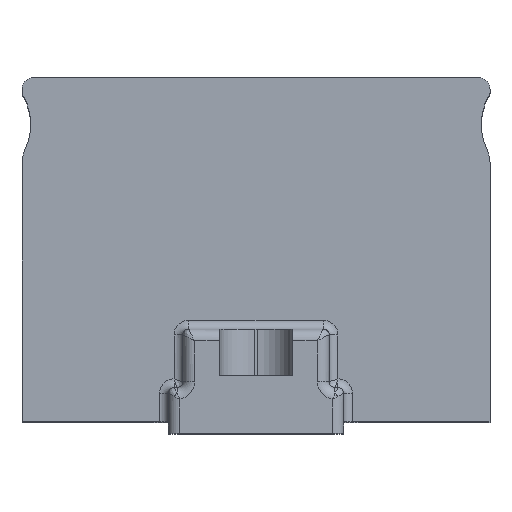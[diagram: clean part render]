
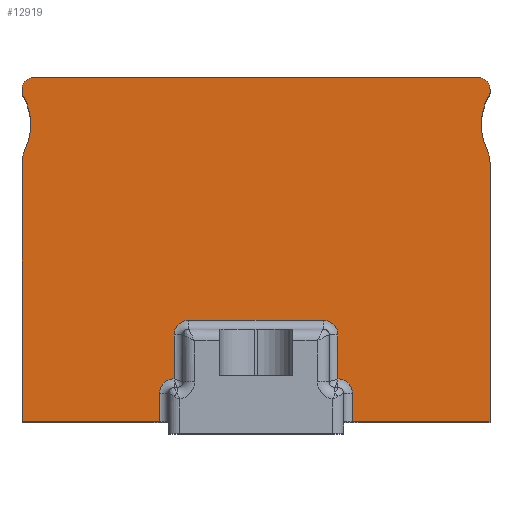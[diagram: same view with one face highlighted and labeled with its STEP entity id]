
A CAD part, top view. The second image highlights one B-rep face of the part: STEP entity #12919.
In plain terms, the highlighted planar face has unit normal (0, 0, 1).
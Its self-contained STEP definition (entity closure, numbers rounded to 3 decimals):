
#2711=CARTESIAN_POINT('',(-48.5,52.8,96.));
#2712=DIRECTION('',(0.,0.,-1.));
#2713=DIRECTION('',(0.857,0.515,0.));
#2714=AXIS2_PLACEMENT_3D('',#2711,#2712,#2713);
#2716=CARTESIAN_POINT('',(-39.5,58.208,96.));
#2717=DIRECTION('',(0.,0.,-1.));
#2718=DIRECTION('',(-0.857,-0.515,0.));
#2719=AXIS2_PLACEMENT_3D('',#2716,#2717,#2718);
#2721=DIRECTION('',(0.,1.,0.));
#2722=VECTOR('',#2721,0.592);
#2723=CARTESIAN_POINT('',(-40.,58.208,96.));
#2724=LINE('',#2723,#2722);
#2725=CARTESIAN_POINT('',(-38.,58.8,96.));
#2726=DIRECTION('',(0.,0.,-1.));
#2727=DIRECTION('',(-1.,0.,0.));
#2728=AXIS2_PLACEMENT_3D('',#2725,#2726,#2727);
#2730=DIRECTION('',(1.,0.,0.));
#2731=VECTOR('',#2730,76.);
#2732=CARTESIAN_POINT('',(-38.,60.8,96.));
#2733=LINE('',#2732,#2731);
#2734=CARTESIAN_POINT('',(38.,58.8,96.));
#2735=DIRECTION('',(0.,0.,-1.));
#2736=DIRECTION('',(0.,1.,0.));
#2737=AXIS2_PLACEMENT_3D('',#2734,#2735,#2736);
#2739=DIRECTION('',(0.,-1.,0.));
#2740=VECTOR('',#2739,0.592);
#2741=CARTESIAN_POINT('',(40.,58.8,96.));
#2742=LINE('',#2741,#2740);
#2743=CARTESIAN_POINT('',(39.5,58.208,96.));
#2744=DIRECTION('',(0.,0.,1.));
#2745=DIRECTION('',(0.857,-0.515,0.));
#2746=AXIS2_PLACEMENT_3D('',#2743,#2744,#2745);
#2748=CARTESIAN_POINT('',(48.5,52.8,96.));
#2749=DIRECTION('',(0.,0.,1.));
#2750=DIRECTION('',(-0.857,0.515,0.));
#2751=AXIS2_PLACEMENT_3D('',#2748,#2749,#2750);
#2753=CARTESIAN_POINT('',(35.,46.262,96.));
#2754=DIRECTION('',(0.,0.,1.));
#2755=DIRECTION('',(1.,0.,0.));
#2756=AXIS2_PLACEMENT_3D('',#2753,#2754,#2755);
#2758=DIRECTION('',(0.,-1.,0.));
#2759=VECTOR('',#2758,44.262);
#2760=CARTESIAN_POINT('',(40.,46.262,96.));
#2761=LINE('',#2760,#2759);
#2762=DIRECTION('',(-1.,0.,0.));
#2763=VECTOR('',#2762,23.5);
#2764=CARTESIAN_POINT('',(40.,2.,96.));
#2765=LINE('',#2764,#2763);
#2766=DIRECTION('',(0.,1.,0.));
#2767=VECTOR('',#2766,4.8);
#2768=CARTESIAN_POINT('',(16.5,2.,96.));
#2769=LINE('',#2768,#2767);
#2770=CARTESIAN_POINT('',(14.,6.8,96.));
#2771=DIRECTION('',(0.,0.,1.));
#2772=DIRECTION('',(1.,0.,0.));
#2773=AXIS2_PLACEMENT_3D('',#2770,#2771,#2772);
#2775=DIRECTION('',(0.,1.,0.));
#2776=VECTOR('',#2775,7.5);
#2777=CARTESIAN_POINT('',(14.,9.3,96.));
#2778=LINE('',#2777,#2776);
#2779=CARTESIAN_POINT('',(11.5,16.8,96.));
#2780=DIRECTION('',(0.,0.,1.));
#2781=DIRECTION('',(1.,0.,0.));
#2782=AXIS2_PLACEMENT_3D('',#2779,#2780,#2781);
#2784=DIRECTION('',(-1.,0.,0.));
#2785=VECTOR('',#2784,23.);
#2786=CARTESIAN_POINT('',(11.5,19.3,96.));
#2787=LINE('',#2786,#2785);
#2788=CARTESIAN_POINT('',(-11.5,16.8,96.));
#2789=DIRECTION('',(0.,0.,1.));
#2790=DIRECTION('',(0.,1.,0.));
#2791=AXIS2_PLACEMENT_3D('',#2788,#2789,#2790);
#2793=DIRECTION('',(0.,-1.,0.));
#2794=VECTOR('',#2793,7.5);
#2795=CARTESIAN_POINT('',(-14.,16.8,96.));
#2796=LINE('',#2795,#2794);
#2797=CARTESIAN_POINT('',(-14.,6.8,96.));
#2798=DIRECTION('',(0.,0.,1.));
#2799=DIRECTION('',(0.,1.,0.));
#2800=AXIS2_PLACEMENT_3D('',#2797,#2798,#2799);
#2802=DIRECTION('',(0.,-1.,0.));
#2803=VECTOR('',#2802,4.8);
#2804=CARTESIAN_POINT('',(-16.5,6.8,96.));
#2805=LINE('',#2804,#2803);
#2806=DIRECTION('',(-1.,0.,0.));
#2807=VECTOR('',#2806,23.5);
#2808=CARTESIAN_POINT('',(-16.5,2.,96.));
#2809=LINE('',#2808,#2807);
#2810=DIRECTION('',(0.,1.,0.));
#2811=VECTOR('',#2810,44.262);
#2812=CARTESIAN_POINT('',(-40.,2.,96.));
#2813=LINE('',#2812,#2811);
#2814=CARTESIAN_POINT('',(-35.,46.262,96.));
#2815=DIRECTION('',(0.,0.,-1.));
#2816=DIRECTION('',(-1.,0.,0.));
#2817=AXIS2_PLACEMENT_3D('',#2814,#2815,#2816);
#8248=CARTESIAN_POINT('',(-38.,60.8,96.));
#8249=CARTESIAN_POINT('',(38.,60.8,96.));
#8250=VERTEX_POINT('',#8248);
#8251=VERTEX_POINT('',#8249);
#8256=CARTESIAN_POINT('',(40.,2.,96.));
#8258=VERTEX_POINT('',#8256);
#8260=CARTESIAN_POINT('',(-40.,2.,96.));
#8262=VERTEX_POINT('',#8260);
#8328=CARTESIAN_POINT('',(-40.,58.8,96.));
#8329=VERTEX_POINT('',#8328);
#8330=CARTESIAN_POINT('',(40.,58.8,96.));
#8331=VERTEX_POINT('',#8330);
#8684=CARTESIAN_POINT('',(16.5,2.,96.));
#8685=CARTESIAN_POINT('',(16.5,6.8,96.));
#8686=VERTEX_POINT('',#8684);
#8687=VERTEX_POINT('',#8685);
#8688=CARTESIAN_POINT('',(14.,9.3,96.));
#8689=VERTEX_POINT('',#8688);
#8693=CARTESIAN_POINT('',(-14.,16.8,96.));
#8694=CARTESIAN_POINT('',(-14.,9.3,96.));
#8695=VERTEX_POINT('',#8693);
#8696=VERTEX_POINT('',#8694);
#8699=CARTESIAN_POINT('',(-11.5,19.3,96.));
#8700=VERTEX_POINT('',#8699);
#8703=CARTESIAN_POINT('',(11.5,19.3,96.));
#8704=VERTEX_POINT('',#8703);
#8707=CARTESIAN_POINT('',(14.,16.8,96.));
#8708=VERTEX_POINT('',#8707);
#8712=CARTESIAN_POINT('',(-16.5,6.8,96.));
#8713=CARTESIAN_POINT('',(-16.5,2.,96.));
#8714=VERTEX_POINT('',#8712);
#8715=VERTEX_POINT('',#8713);
#8723=CARTESIAN_POINT('',(39.929,57.951,96.));
#8724=CARTESIAN_POINT('',(39.5,48.441,96.));
#8725=VERTEX_POINT('',#8723);
#8726=VERTEX_POINT('',#8724);
#8759=CARTESIAN_POINT('',(40.,58.208,96.));
#8760=VERTEX_POINT('',#8759);
#8761=CARTESIAN_POINT('',(40.,46.262,96.));
#8762=VERTEX_POINT('',#8761);
#8807=CARTESIAN_POINT('',(-39.929,57.951,96.));
#8808=CARTESIAN_POINT('',(-39.5,48.441,96.));
#8809=VERTEX_POINT('',#8807);
#8810=VERTEX_POINT('',#8808);
#8843=CARTESIAN_POINT('',(-40.,46.262,96.));
#8844=VERTEX_POINT('',#8843);
#8845=CARTESIAN_POINT('',(-40.,58.208,96.));
#8846=VERTEX_POINT('',#8845);
#12865=CARTESIAN_POINT('',(0.,0.,96.));
#12866=DIRECTION('',(0.,0.,1.));
#12867=DIRECTION('',(1.,0.,0.));
#12868=AXIS2_PLACEMENT_3D('',#12865,#12866,#12867);
#12869=PLANE('',#12868);
#12871=ORIENTED_EDGE('',*,*,#12870,.F.);
#12873=ORIENTED_EDGE('',*,*,#12872,.T.);
#12875=ORIENTED_EDGE('',*,*,#12874,.T.);
#12877=ORIENTED_EDGE('',*,*,#12876,.T.);
#12879=ORIENTED_EDGE('',*,*,#12878,.T.);
#12881=ORIENTED_EDGE('',*,*,#12880,.T.);
#12883=ORIENTED_EDGE('',*,*,#12882,.T.);
#12885=ORIENTED_EDGE('',*,*,#12884,.F.);
#12887=ORIENTED_EDGE('',*,*,#12886,.T.);
#12889=ORIENTED_EDGE('',*,*,#12888,.F.);
#12891=ORIENTED_EDGE('',*,*,#12890,.T.);
#12893=ORIENTED_EDGE('',*,*,#12892,.T.);
#12895=ORIENTED_EDGE('',*,*,#12894,.T.);
#12897=ORIENTED_EDGE('',*,*,#12896,.T.);
#12899=ORIENTED_EDGE('',*,*,#12898,.T.);
#12901=ORIENTED_EDGE('',*,*,#12900,.T.);
#12903=ORIENTED_EDGE('',*,*,#12902,.T.);
#12905=ORIENTED_EDGE('',*,*,#12904,.T.);
#12907=ORIENTED_EDGE('',*,*,#12906,.T.);
#12908=ORIENTED_EDGE('',*,*,#12855,.T.);
#12910=ORIENTED_EDGE('',*,*,#12909,.T.);
#12912=ORIENTED_EDGE('',*,*,#12911,.T.);
#12914=ORIENTED_EDGE('',*,*,#12913,.T.);
#12916=ORIENTED_EDGE('',*,*,#12915,.T.);
#12917=EDGE_LOOP('',(#12871,#12873,#12875,#12877,#12879,#12881,#12883,#12885,
#12887,#12889,#12891,#12893,#12895,#12897,#12899,#12901,#12903,#12905,#12907,
#12908,#12910,#12912,#12914,#12916));
#12918=FACE_OUTER_BOUND('',#12917,.F.);
#12919=ADVANCED_FACE('',(#12918),#12869,.T.);
#2715=CIRCLE('',#2714,10.);
#2720=CIRCLE('',#2719,0.5);
#2729=CIRCLE('',#2728,2.);
#2738=CIRCLE('',#2737,2.);
#2747=CIRCLE('',#2746,0.5);
#2752=CIRCLE('',#2751,10.);
#2757=CIRCLE('',#2756,5.);
#2774=CIRCLE('',#2773,2.5);
#2783=CIRCLE('',#2782,2.5);
#2792=CIRCLE('',#2791,2.5);
#2801=CIRCLE('',#2800,2.5);
#2818=CIRCLE('',#2817,5.);
#12855=EDGE_CURVE('',#8696,#8714,#2801,.T.);
#12870=EDGE_CURVE('',#8809,#8810,#2715,.T.);
#12872=EDGE_CURVE('',#8809,#8846,#2720,.T.);
#12874=EDGE_CURVE('',#8846,#8329,#2724,.T.);
#12876=EDGE_CURVE('',#8329,#8250,#2729,.T.);
#12878=EDGE_CURVE('',#8250,#8251,#2733,.T.);
#12880=EDGE_CURVE('',#8251,#8331,#2738,.T.);
#12882=EDGE_CURVE('',#8331,#8760,#2742,.T.);
#12884=EDGE_CURVE('',#8725,#8760,#2747,.T.);
#12886=EDGE_CURVE('',#8725,#8726,#2752,.T.);
#12888=EDGE_CURVE('',#8762,#8726,#2757,.T.);
#12890=EDGE_CURVE('',#8762,#8258,#2761,.T.);
#12892=EDGE_CURVE('',#8258,#8686,#2765,.T.);
#12894=EDGE_CURVE('',#8686,#8687,#2769,.T.);
#12896=EDGE_CURVE('',#8687,#8689,#2774,.T.);
#12898=EDGE_CURVE('',#8689,#8708,#2778,.T.);
#12900=EDGE_CURVE('',#8708,#8704,#2783,.T.);
#12902=EDGE_CURVE('',#8704,#8700,#2787,.T.);
#12904=EDGE_CURVE('',#8700,#8695,#2792,.T.);
#12906=EDGE_CURVE('',#8695,#8696,#2796,.T.);
#12909=EDGE_CURVE('',#8714,#8715,#2805,.T.);
#12911=EDGE_CURVE('',#8715,#8262,#2809,.T.);
#12913=EDGE_CURVE('',#8262,#8844,#2813,.T.);
#12915=EDGE_CURVE('',#8844,#8810,#2818,.T.);
